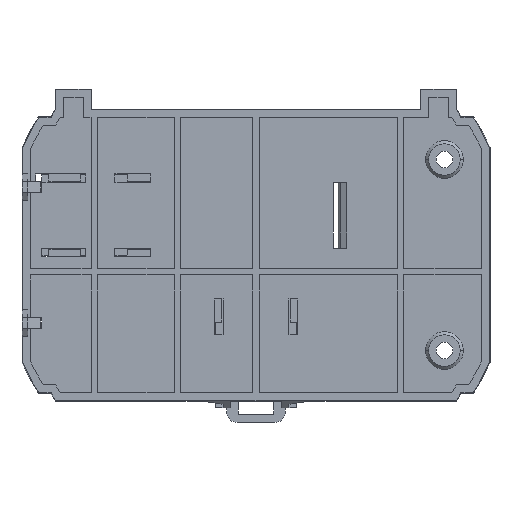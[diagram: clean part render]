
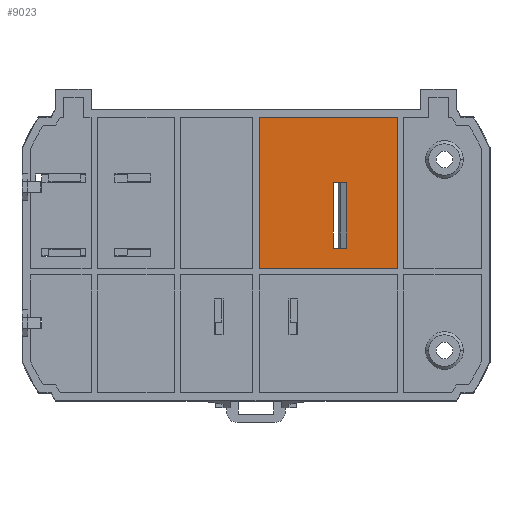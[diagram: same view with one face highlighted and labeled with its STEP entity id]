
A CAD part, front view. The second image highlights one B-rep face of the part: STEP entity #9023.
In plain terms, the highlighted face is planar.
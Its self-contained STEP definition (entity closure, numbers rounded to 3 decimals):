
#2994=DIRECTION('',(0.,0.,-1.));
#2995=VECTOR('',#2994,28.895);
#2996=CARTESIAN_POINT('',(27.,2.5,2.595));
#2997=LINE('',#2996,#2995);
#2998=DIRECTION('',(1.,0.,0.));
#2999=VECTOR('',#2998,26.4);
#3000=CARTESIAN_POINT('',(0.6,2.5,2.595));
#3001=LINE('',#3000,#2999);
#3010=DIRECTION('',(1.,0.,0.));
#3011=VECTOR('',#3010,26.4);
#3012=CARTESIAN_POINT('',(0.6,2.5,-26.3));
#3013=LINE('',#3012,#3011);
#3014=DIRECTION('',(0.,0.,-1.));
#3015=VECTOR('',#3014,28.895);
#3016=CARTESIAN_POINT('',(0.6,2.5,2.595));
#3017=LINE('',#3016,#3015);
#3018=DIRECTION('',(1.,0.,0.));
#3019=VECTOR('',#3018,2.6);
#3020=CARTESIAN_POINT('',(14.752,2.5,-1.3));
#3021=LINE('',#3020,#3019);
#3022=DIRECTION('',(-1.,0.,0.));
#3023=VECTOR('',#3022,2.6);
#3024=CARTESIAN_POINT('',(17.352,2.5,-13.9));
#3025=LINE('',#3024,#3023);
#3026=DIRECTION('',(0.,0.,1.));
#3027=VECTOR('',#3026,12.6);
#3028=CARTESIAN_POINT('',(14.752,2.5,-13.9));
#3029=LINE('',#3028,#3027);
#3046=DIRECTION('',(0.,0.,1.));
#3047=VECTOR('',#3046,12.6);
#3048=CARTESIAN_POINT('',(17.352,2.5,-13.9));
#3049=LINE('',#3048,#3047);
#4156=CARTESIAN_POINT('',(0.6,2.5,-26.3));
#4157=CARTESIAN_POINT('',(27.,2.5,-26.3));
#4158=VERTEX_POINT('',#4156);
#4159=VERTEX_POINT('',#4157);
#4160=CARTESIAN_POINT('',(27.,2.5,2.595));
#4161=VERTEX_POINT('',#4160);
#4162=CARTESIAN_POINT('',(0.6,2.5,2.595));
#4163=VERTEX_POINT('',#4162);
#4164=CARTESIAN_POINT('',(14.752,2.5,-1.3));
#4165=CARTESIAN_POINT('',(17.352,2.5,-1.3));
#4166=VERTEX_POINT('',#4164);
#4167=VERTEX_POINT('',#4165);
#4168=CARTESIAN_POINT('',(17.352,2.5,-13.9));
#4169=VERTEX_POINT('',#4168);
#4170=CARTESIAN_POINT('',(14.752,2.5,-13.9));
#4171=VERTEX_POINT('',#4170);
#9001=CARTESIAN_POINT('',(0.,2.5,0.));
#9002=DIRECTION('',(0.,1.,0.));
#9003=DIRECTION('',(-1.,0.,0.));
#9004=AXIS2_PLACEMENT_3D('',#9001,#9002,#9003);
#9005=PLANE('',#9004);
#9006=ORIENTED_EDGE('',*,*,#8966,.T.);
#9007=ORIENTED_EDGE('',*,*,#8980,.F.);
#9008=ORIENTED_EDGE('',*,*,#8992,.F.);
#9010=ORIENTED_EDGE('',*,*,#9009,.T.);
#9011=EDGE_LOOP('',(#9006,#9007,#9008,#9010));
#9012=FACE_OUTER_BOUND('',#9011,.F.);
#9014=ORIENTED_EDGE('',*,*,#9013,.T.);
#9016=ORIENTED_EDGE('',*,*,#9015,.F.);
#9018=ORIENTED_EDGE('',*,*,#9017,.T.);
#9020=ORIENTED_EDGE('',*,*,#9019,.T.);
#9021=EDGE_LOOP('',(#9014,#9016,#9018,#9020));
#9022=FACE_BOUND('',#9021,.F.);
#9023=ADVANCED_FACE('',(#9012,#9022),#9005,.T.);
#8966=EDGE_CURVE('',#4158,#4159,#3013,.T.);
#8980=EDGE_CURVE('',#4161,#4159,#2997,.T.);
#8992=EDGE_CURVE('',#4163,#4161,#3001,.T.);
#9009=EDGE_CURVE('',#4163,#4158,#3017,.T.);
#9013=EDGE_CURVE('',#4166,#4167,#3021,.T.);
#9015=EDGE_CURVE('',#4169,#4167,#3049,.T.);
#9017=EDGE_CURVE('',#4169,#4171,#3025,.T.);
#9019=EDGE_CURVE('',#4171,#4166,#3029,.T.);
